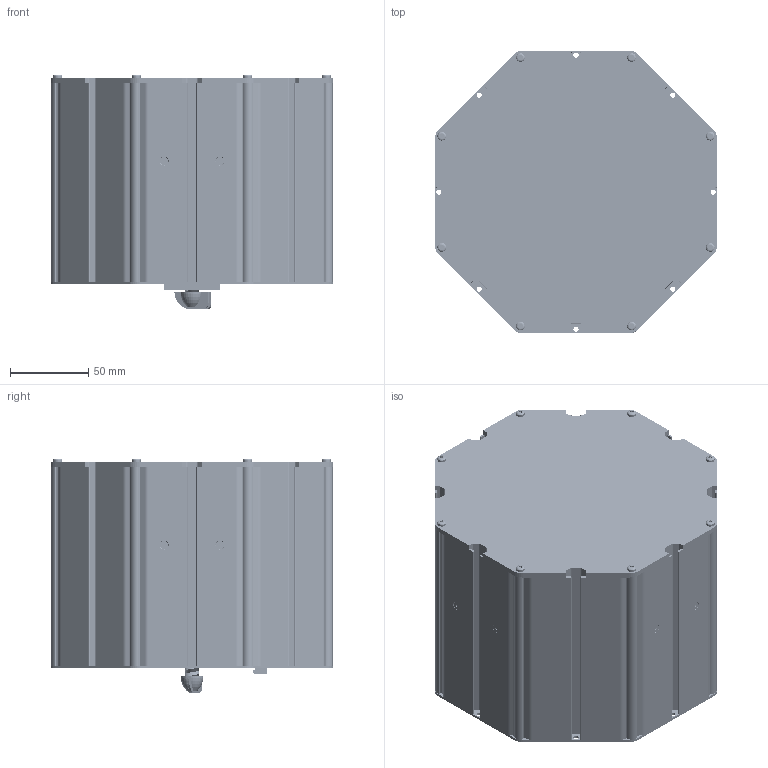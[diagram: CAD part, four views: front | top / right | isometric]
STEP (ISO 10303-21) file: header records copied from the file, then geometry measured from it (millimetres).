
FILE_DESCRIPTION (( 'STEP AP214' ), '1' );
FILE_NAME ('ASM-00422-R1.STEP', '2014-02-07T21:43:26', ( 'WSD-SW' ), ( '' ), 'SwSTEP 2.0', 'SolidWorks 2014', '' );
FILE_SCHEMA (( 'AUTOMOTIVE_DESIGN' ));
Length unit declared in the file: millimetre
Products named in the file (18): LED-Mounting-Plate; ASM-00422-R1; 9600K15; 95893A215_95893A215; 90925A108; pan cross head_ai_CR-PHMS 0.112-40x0.375x0.375-N; LED-SUB-ASM^ASM-00422-R1; Britney-MechanicalModel; Bridgelux_RS_Array_Nominal; R80-Extrustion-25mm_127mm; R80-Extrustion-25mm_127mm-hole; Front-Lens; Assem1^ASM-00422-R1_5.08MM; Chicky Knob; Rotary Switch_Position 1; 1777109; 91420A124_91420A124; Back-plate_5.08MM
Assembly tree (69 placements, depth 3):
  ASM-00422-R1
    LED-Mounting-Plate
    Assem1^ASM-00422-R1_5.08MM
      Back-plate_5.08MM
      91420A124_91420A124  x4
      1777109
      Rotary Switch_Position 1
      Chicky Knob
    Front-Lens
    R80-Extrustion-25mm_127mm-hole  x4
    R80-Extrustion-25mm_127mm  x4
    LED-SUB-ASM^ASM-00422-R1  x4
      Bridgelux_RS_Array_Nominal
      Britney-MechanicalModel
    pan cross head_ai_CR-PHMS 0.112-40x0.375x0.375-N  x16
    90925A108  x8
    95893A215_95893A215  x16
    9600K15  x4
Bounding box: 180.24 x 180.24 x 149.91 mm (x, y, z)
Volume: 424952.9 mm3; surface area: 487231.3 mm2
Topology: 92 solids, 92 shells, 8078 faces, 21512 edges, 13942 vertices
Faces by surface type: plane 2985, cylinder 2974, bspline 1391, cone 565, torus 130, sphere 33
Entity records: 162573 total; most frequent: CARTESIAN_POINT 66476, ORIENTED_EDGE 17470, DIRECTION 13614, EDGE_CURVE 8735, VERTEX_POINT 5699, LINE 5252, VECTOR 5252, AXIS2_PLACEMENT_3D 4181
